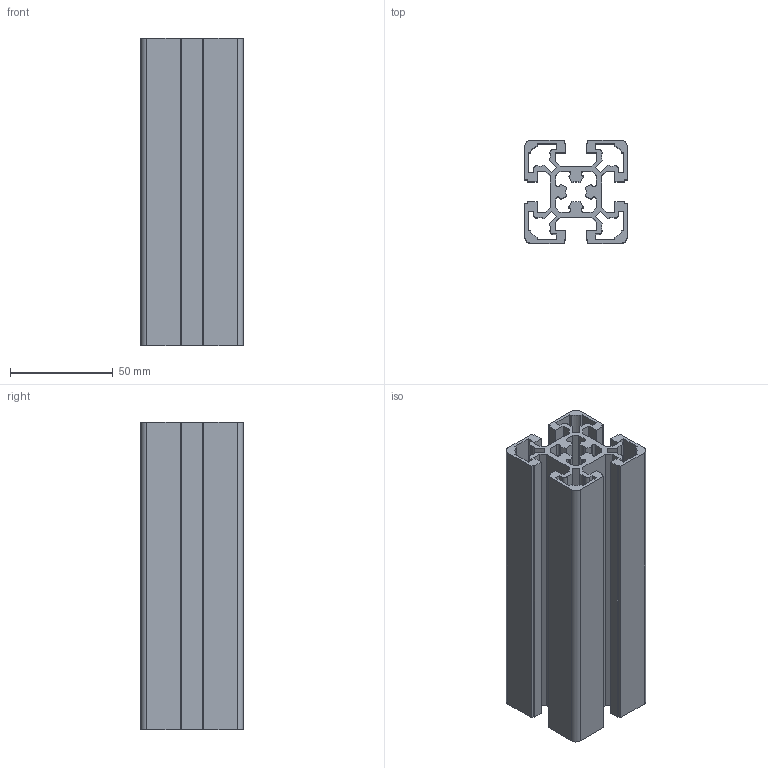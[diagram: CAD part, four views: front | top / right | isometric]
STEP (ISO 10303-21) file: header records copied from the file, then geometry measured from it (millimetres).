
FILE_DESCRIPTION (( 'STEP AP203' ), '1' );
FILE_NAME ('AL-PL-5050-A Àëþìèíèåâûé êîíñòðóêöèîííûé ïðîôèëü 50õ50 àíîäèðîâàííûé.STEP', '2023-11-21T05:37:03', ( '' ), ( '' ), 'SwSTEP 2.0', 'SolidWorks 2021', '' );
FILE_SCHEMA (( 'CONFIG_CONTROL_DESIGN' ));
Length unit declared in the file: millimetre
Products named in the file (1): AL-PL-5050-A Àëþìèíèåâûé êîíñòðóêöèîííûé ïðîôèëü 50õ50 àíîäèðîâàííûé
Bounding box: 50 x 50 x 150 mm (x, y, z)
Volume: 140021.7 mm3; surface area: 110478.2 mm2
Topology: 1 solids, 1 shells, 187 faces, 555 edges, 370 vertices
Faces by surface type: plane 134, cylinder 53
Entity records: 6332 total; most frequent: CARTESIAN_POINT 1113, ORIENTED_EDGE 1110, DIRECTION 1037, EDGE_CURVE 555, VECTOR 449, LINE 449, VERTEX_POINT 370, AXIS2_PLACEMENT_3D 294
